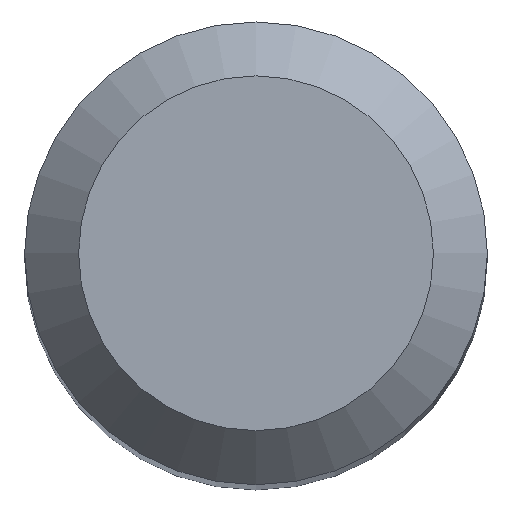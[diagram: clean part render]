
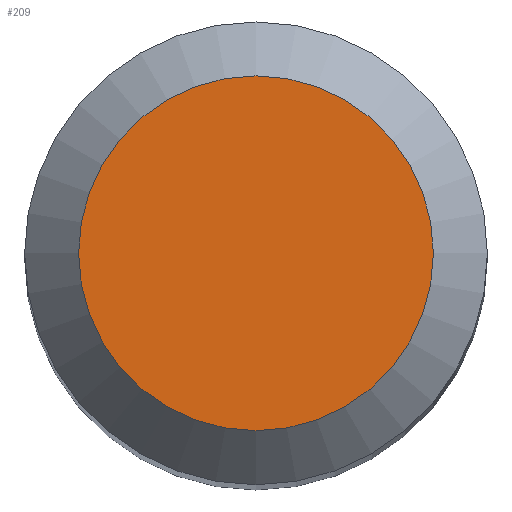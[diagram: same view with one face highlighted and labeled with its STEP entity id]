
A CAD part, top view. The second image highlights one B-rep face of the part: STEP entity #209.
In plain terms, the highlighted planar face has unit normal (0, 0, 1).
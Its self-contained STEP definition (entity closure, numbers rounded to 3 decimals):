
#6 = DIRECTION ( 'NONE',  ( 0., 0., -1. ) ) ;
#87 = DIRECTION ( 'NONE',  ( 0., 1., 0. ) ) ;
#94 = EDGE_LOOP ( 'NONE', ( #120 ) ) ;
#103 = AXIS2_PLACEMENT_3D ( 'NONE', #126, #203, #146 ) ;
#104 = CARTESIAN_POINT ( 'NONE',  ( 0., 0., 62. ) ) ;
#110 = VERTEX_POINT ( 'NONE', #150 ) ;
#120 = ORIENTED_EDGE ( 'NONE', *, *, #263, .F. ) ;
#126 = CARTESIAN_POINT ( 'NONE',  ( 0., 0., 62. ) ) ;
#135 = AXIS2_PLACEMENT_3D ( 'NONE', #104, #6, #87 ) ;
#146 = DIRECTION ( 'NONE',  ( 0., 1., 0. ) ) ;
#150 = CARTESIAN_POINT ( 'NONE',  ( 0., 2.3, 62. ) ) ;
#155 = CIRCLE ( 'NONE', #135, 2.3 ) ;
#203 = DIRECTION ( 'NONE',  ( 0., 0., -1. ) ) ;
#204 = PLANE ( 'NONE',  #103 ) ;
#209 = ADVANCED_FACE ( 'NONE', ( #226 ), #204, .F. ) ;
#226 = FACE_OUTER_BOUND ( 'NONE', #94, .T. ) ;
#263 = EDGE_CURVE ( 'NONE', #110, #110, #155, .T. ) ;
